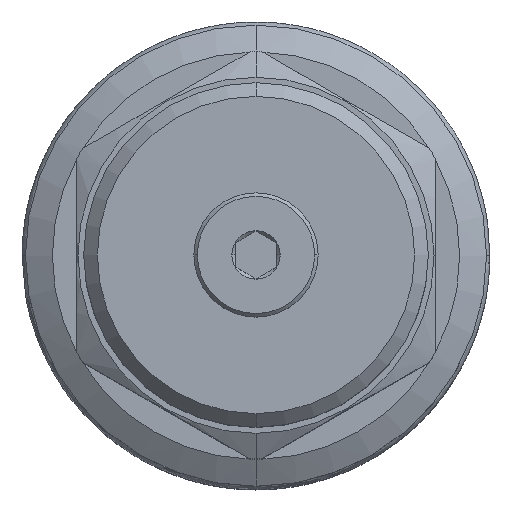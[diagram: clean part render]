
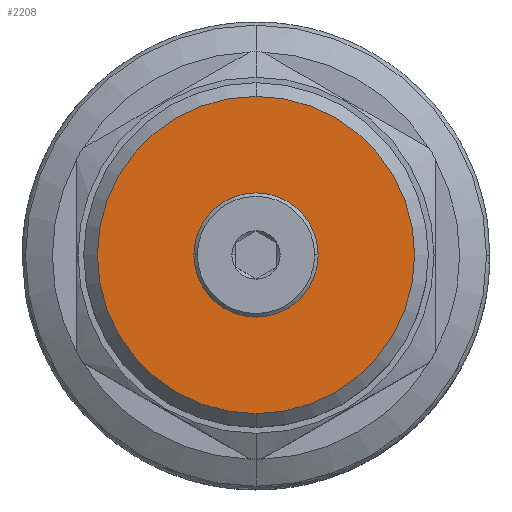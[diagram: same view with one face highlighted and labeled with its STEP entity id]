
A CAD part, top view. The second image highlights one B-rep face of the part: STEP entity #2208.
In plain terms, the highlighted planar face has unit normal (0, 0, 1).
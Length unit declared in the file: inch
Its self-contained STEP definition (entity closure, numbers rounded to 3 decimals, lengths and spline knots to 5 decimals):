
#198=CARTESIAN_POINT('',(0.,0.,6.468));
#199=DIRECTION('',(0.,0.,-1.));
#200=DIRECTION('',(1.,0.,0.));
#201=AXIS2_PLACEMENT_3D('',#198,#199,#200);
#203=CARTESIAN_POINT('',(0.,0.,6.468));
#204=DIRECTION('',(0.,0.,-1.));
#205=DIRECTION('',(-1.,0.,0.));
#206=AXIS2_PLACEMENT_3D('',#203,#204,#205);
#208=CARTESIAN_POINT('',(0.,0.,6.468));
#209=DIRECTION('',(0.,0.,1.));
#210=DIRECTION('',(0.,-1.,0.));
#211=AXIS2_PLACEMENT_3D('',#208,#209,#210);
#226=CARTESIAN_POINT('',(0.,0.,6.468));
#227=DIRECTION('',(0.,0.,1.));
#228=DIRECTION('',(0.,1.,0.));
#229=AXIS2_PLACEMENT_3D('',#226,#227,#228);
#1769=CARTESIAN_POINT('',(0.,0.719,6.468));
#1770=CARTESIAN_POINT('',(0.,-0.719,6.468));
#1771=VERTEX_POINT('',#1769);
#1772=VERTEX_POINT('',#1770);
#1865=CARTESIAN_POINT('',(0.2655,0.,6.468));
#1866=CARTESIAN_POINT('',(-0.2655,0.,6.468));
#1867=VERTEX_POINT('',#1865);
#1868=VERTEX_POINT('',#1866);
#2192=CARTESIAN_POINT('',(0.,0.,6.468));
#2193=DIRECTION('',(0.,0.,1.));
#2194=DIRECTION('',(0.,1.,0.));
#2195=AXIS2_PLACEMENT_3D('',#2192,#2193,#2194);
#2196=PLANE('',#2195);
#2198=ORIENTED_EDGE('',*,*,#2197,.F.);
#2200=ORIENTED_EDGE('',*,*,#2199,.F.);
#2201=EDGE_LOOP('',(#2198,#2200));
#2202=FACE_OUTER_BOUND('',#2201,.F.);
#2204=ORIENTED_EDGE('',*,*,#2203,.F.);
#2205=ORIENTED_EDGE('',*,*,#2182,.F.);
#2206=EDGE_LOOP('',(#2204,#2205));
#2207=FACE_BOUND('',#2206,.F.);
#2208=ADVANCED_FACE('',(#2202,#2207),#2196,.T.);
#202=CIRCLE('',#201,0.2655);
#207=CIRCLE('',#206,0.2655);
#212=CIRCLE('',#211,0.719);
#230=CIRCLE('',#229,0.719);
#2182=EDGE_CURVE('',#1868,#1867,#207,.T.);
#2197=EDGE_CURVE('',#1772,#1771,#212,.T.);
#2199=EDGE_CURVE('',#1771,#1772,#230,.T.);
#2203=EDGE_CURVE('',#1867,#1868,#202,.T.);
